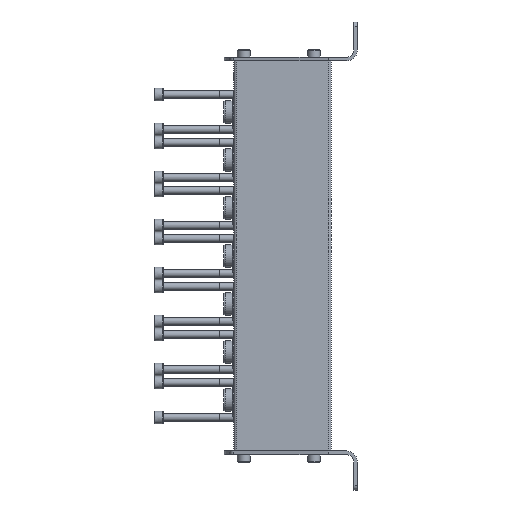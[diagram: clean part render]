
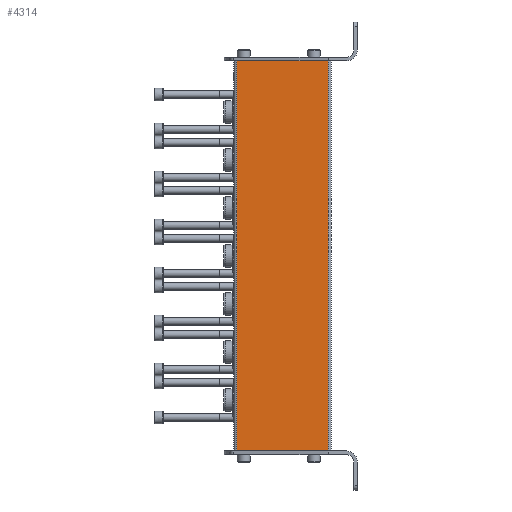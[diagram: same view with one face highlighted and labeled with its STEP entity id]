
A CAD part, left-side view. The second image highlights one B-rep face of the part: STEP entity #4314.
In plain terms, the highlighted planar face has unit normal (-1, 0, 0).
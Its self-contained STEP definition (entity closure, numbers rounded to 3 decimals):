
#268=LINE('',#6877,#506);
#269=LINE('',#6880,#507);
#270=LINE('',#6882,#508);
#271=LINE('',#6884,#509);
#506=VECTOR('',#5290,1000.);
#507=VECTOR('',#5291,1000.);
#508=VECTOR('',#5292,1000.);
#509=VECTOR('',#5293,1000.);
#744=PLANE('',#4678);
#1146=ORIENTED_EDGE('',*,*,#2248,.F.);
#1147=ORIENTED_EDGE('',*,*,#2249,.F.);
#1148=ORIENTED_EDGE('',*,*,#2250,.T.);
#1149=ORIENTED_EDGE('',*,*,#2251,.T.);
#2248=EDGE_CURVE('',#2799,#2800,#268,.T.);
#2249=EDGE_CURVE('',#2801,#2799,#269,.T.);
#2250=EDGE_CURVE('',#2801,#2802,#270,.T.);
#2251=EDGE_CURVE('',#2802,#2800,#271,.T.);
#2799=VERTEX_POINT('',#6878);
#2800=VERTEX_POINT('',#6879);
#2801=VERTEX_POINT('',#6881);
#2802=VERTEX_POINT('',#6883);
#3265=EDGE_LOOP('',(#1146,#1147,#1148,#1149));
#3731=FACE_BOUND('',#3265,.T.);
#4314=ADVANCED_FACE('',(#3731),#744,.T.);
#4678=AXIS2_PLACEMENT_3D('',#6876,#5288,#5289);
#5288=DIRECTION('',(-1.,0.,0.));
#5289=DIRECTION('',(0.,0.,1.));
#5290=DIRECTION('',(0.,-1.,0.));
#5291=DIRECTION('',(0.,0.,1.));
#5292=DIRECTION('',(0.,-1.,0.));
#5293=DIRECTION('',(0.,0.,1.));
#6876=CARTESIAN_POINT('',(-17.,28.,-260.));
#6877=CARTESIAN_POINT('',(-17.,28.,0.));
#6878=CARTESIAN_POINT('',(-17.,28.,0.));
#6879=CARTESIAN_POINT('',(-17.,-33.,0.));
#6880=CARTESIAN_POINT('',(-17.,28.,-260.));
#6881=CARTESIAN_POINT('',(-17.,28.,-260.));
#6882=CARTESIAN_POINT('',(-17.,28.,-260.));
#6883=CARTESIAN_POINT('',(-17.,-33.,-260.));
#6884=CARTESIAN_POINT('',(-17.,-33.,-260.));
